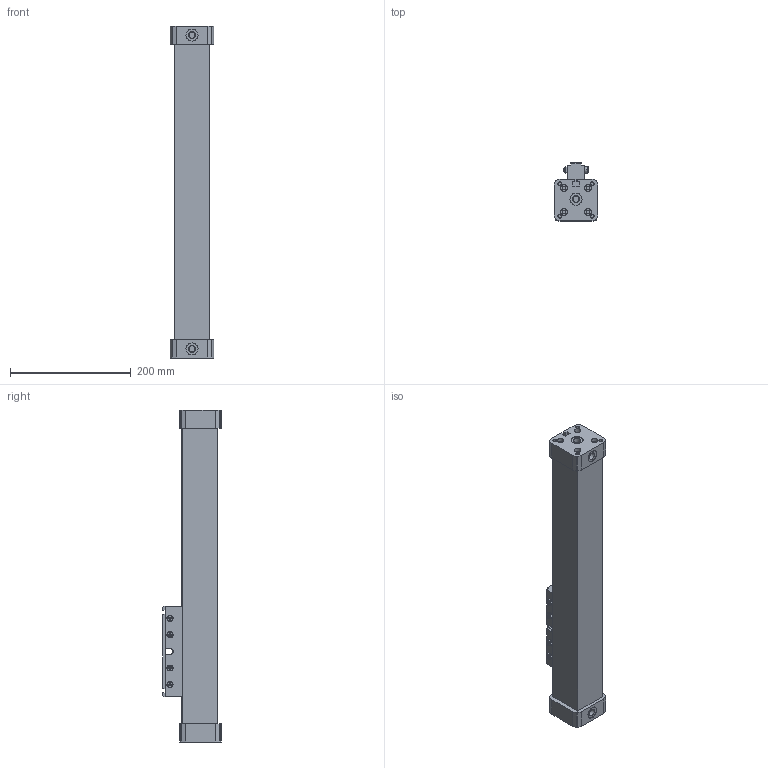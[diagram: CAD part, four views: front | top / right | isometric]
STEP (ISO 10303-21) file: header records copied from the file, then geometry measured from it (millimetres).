
FILE_DESCRIPTION( ( 'STEP AP203' ), '1' );
FILE_NAME( 'MCRPL-90-40-0250(0).stp', '2020-06-02T09:13:19', ( 'License CC BY-ND 4.0' ), ( 'CADENAS' ), ' ', 'PARTsolutions', ' ' );
FILE_SCHEMA( ( 'CONFIG_CONTROL_DESIGN' ) );
Length unit declared in the file: millimetre
Products named in the file (3): MCRPL-90-40-0250(0); _BodyMCRPL-90-40-250; _RodMCRPL-90-40-250
Assembly tree (2 placements, depth 2):
  MCRPL-90-40-0250(0)
    _BodyMCRPL-90-40-250
    _RodMCRPL-90-40-250
Bounding box: 72 x 97 x 550 mm (x, y, z)
Volume: 2039398.3 mm3; surface area: 190978.4 mm2
Topology: 2 solids, 2 shells, 375 faces, 871 edges, 560 vertices
Faces by surface type: plane 242, cylinder 79, cone 54
Full cylindrical faces by diameter (mm): 4 x4, 4.917 x12, 6 x8, 6.647 x8, 8 x2, 10 x6, 11 x8, 12 x1, 19.5 x2, 20 x4
Entity records: 10624 total; most frequent: CARTESIAN_POINT 2314, DIRECTION 1682, ORIENTED_EDGE 1544, EDGE_CURVE 772, AXIS2_PLACEMENT_3D 606, VERTEX_POINT 546, EDGE_LOOP 530, LINE 470
